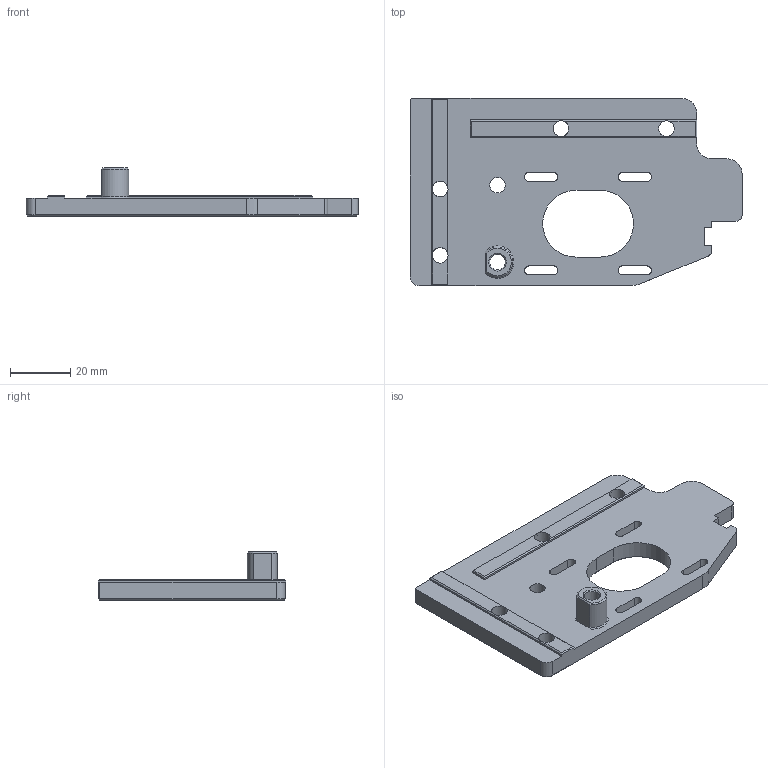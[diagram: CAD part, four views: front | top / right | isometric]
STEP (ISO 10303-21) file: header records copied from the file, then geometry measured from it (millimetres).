
FILE_DESCRIPTION(/* description */ (''),/* implementation_level */ '2;1');
FILE_NAME(/* name */ 'RR_TOP.step',/* time_stamp */ '2024-06-08T19:37:51+09:00',/* author */ (''),/* organization */ (''),/* preprocessor_version */ 'ST-DEVELOPER v20',/* originating_system */ 'Autodesk Translation Framework v13.14.0.145',/* authorisation */ '');
FILE_SCHEMA (('AUTOMOTIVE_DESIGN { 1 0 10303 214 3 1 1 }'));
Length unit declared in the file: millimetre
Products named in the file (1): RR_TOP
Bounding box: 110 x 62 x 16 mm (x, y, z)
Volume: 33234.6 mm3; surface area: 14982.1 mm2
Topology: 1 solids, 1 shells, 127 faces, 322 edges, 194 vertices
Faces by surface type: plane 75, cone 28, cylinder 24
Full cylindrical faces by diameter (mm): 5.1 x2, 5.2 x4
Entity records: 3832 total; most frequent: DIRECTION 666, CARTESIAN_POINT 652, ORIENTED_EDGE 644, EDGE_CURVE 322, LINE 226, VECTOR 226, AXIS2_PLACEMENT_3D 220, VERTEX_POINT 194
